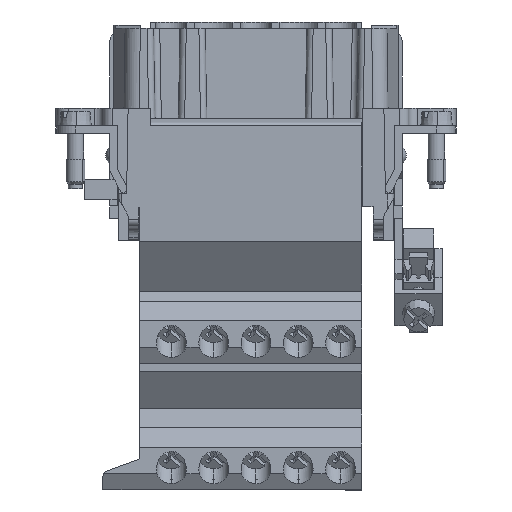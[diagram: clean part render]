
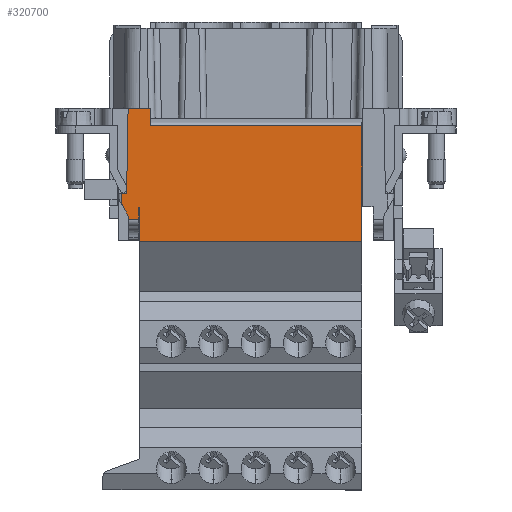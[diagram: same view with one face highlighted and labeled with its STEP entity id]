
A CAD part, left-side view. The second image highlights one B-rep face of the part: STEP entity #320700.
In plain terms, the highlighted face is planar.
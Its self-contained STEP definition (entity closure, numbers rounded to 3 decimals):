
#70180=CARTESIAN_POINT('',(-21.376,17.15,
29.31));
#70190=VERTEX_POINT('',#70180);
#70370=CARTESIAN_POINT('',(-21.405,17.15,
27.7));
#70380=VERTEX_POINT('',#70370);
#70410=CARTESIAN_POINT('',(-21.635,17.15,
14.5));
#70420=DIRECTION('',(-0.017,0.,
-1.));
#70430=VECTOR('',#70420,1.);
#70440=LINE('',#70410,#70430);
#70450=EDGE_CURVE('',#70190,#70380,#70440,.T.);
#80530=CARTESIAN_POINT('',(-18.635,17.15,
31.75));
#80540=VERTEX_POINT('',#80530);
#80570=CARTESIAN_POINT('',(-18.334,17.15,14.5));
#80580=DIRECTION('',(-0.017,0.,
1.));
#80590=VECTOR('',#80580,1.);
#80600=LINE('',#80570,#80590);
#80610=CARTESIAN_POINT('',(-18.602,17.15,
29.85));
#80620=VERTEX_POINT('',#80610);
#80630=EDGE_CURVE('',#80620,#80540,#80600,.T.);
#98880=CARTESIAN_POINT('',(-16.806,17.15,14.2));
#98890=VERTEX_POINT('',#98880);
#98920=CARTESIAN_POINT('',(11.339,17.15,14.2));
#98930=DIRECTION('',(-1.,0.,0.));
#98940=VECTOR('',#98930,1.);
#98950=LINE('',#98920,#98940);
#98960=CARTESIAN_POINT('',(-20.321,17.15,14.2));
#98970=VERTEX_POINT('',#98960);
#98980=EDGE_CURVE('',#98890,#98970,#98950,.T.);
#126900=CARTESIAN_POINT('',(-16.806,17.15,
16.95));
#126910=VERTEX_POINT('',#126900);
#126940=CARTESIAN_POINT('',(-16.806,17.15,14.5));
#126950=DIRECTION('',(0.,0.,1.));
#126960=VECTOR('',#126950,1.);
#126970=LINE('',#126940,#126960);
#126980=EDGE_CURVE('',#98890,#126910,#126970,.T.);
#138400=CARTESIAN_POINT('',(-29.927,17.15,14.5));
#138410=DIRECTION('',(-0.5,0.,
-0.866));
#138420=VECTOR('',#138410,1.);
#138430=LINE('',#138400,#138420);
#138440=CARTESIAN_POINT('',(-20.256,17.15,
31.25));
#138450=VERTEX_POINT('',#138440);
#138460=EDGE_CURVE('',#138450,#70190,#138430,.T.);
#142910=CARTESIAN_POINT('',(16.694,17.15,16.95));
#142920=VERTEX_POINT('',#142910);
#142950=CARTESIAN_POINT('',(24.378,17.15,16.95));
#142960=DIRECTION('',(-1.,0.,0.));
#142970=VECTOR('',#142960,1.);
#142980=LINE('',#142950,#142970);
#142990=EDGE_CURVE('',#142920,#126910,#142980,.T.);
#148080=CARTESIAN_POINT('',(-20.256,17.15,14.5));
#148090=DIRECTION('',(0.,0.,1.));
#148100=VECTOR('',#148090,1.);
#148110=LINE('',#148080,#148100);
#148120=CARTESIAN_POINT('',(-20.256,17.15,
31.75));
#148130=VERTEX_POINT('',#148120);
#148140=EDGE_CURVE('',#138450,#148130,#148110,.T.);
#149030=CARTESIAN_POINT('',(-20.556,17.15,
27.7));
#149040=VERTEX_POINT('',#149030);
#149090=CARTESIAN_POINT('',(-20.326,17.15,14.5));
#149100=DIRECTION('',(-0.017,0.,
1.));
#149110=VECTOR('',#149100,1.);
#149120=LINE('',#149090,#149110);
#149130=EDGE_CURVE('',#98970,#149040,#149120,.T.);
#158150=CARTESIAN_POINT('',(11.339,17.15,
29.85));
#158160=DIRECTION('',(-1.,0.,0.));
#158170=VECTOR('',#158160,1.);
#158180=LINE('',#158150,#158170);
#158190=CARTESIAN_POINT('',(-18.506,17.15,
29.85));
#158200=VERTEX_POINT('',#158190);
#158210=EDGE_CURVE('',#158200,#80620,#158180,.T.);
#166150=CARTESIAN_POINT('',(11.281,17.15,
31.75));
#166160=DIRECTION('',(-1.,0.,0.));
#166170=VECTOR('',#166160,1.);
#166180=LINE('',#166150,#166170);
#166190=EDGE_CURVE('',#80540,#148130,#166180,.T.);
#190750=CARTESIAN_POINT('',(11.339,17.15,
27.7));
#190760=DIRECTION('',(1.,0.,0.));
#190770=VECTOR('',#190760,1.);
#190780=LINE('',#190750,#190770);
#190790=EDGE_CURVE('',#70380,#149040,#190780,.T.);
#312710=CARTESIAN_POINT('',(-18.506,17.15,
35.25));
#312720=VERTEX_POINT('',#312710);
#312750=CARTESIAN_POINT('',(11.339,17.15,
35.25));
#312760=DIRECTION('',(1.,0.,0.));
#312770=VECTOR('',#312760,1.);
#312780=LINE('',#312750,#312770);
#312790=CARTESIAN_POINT('',(16.694,17.15,
35.25));
#312800=VERTEX_POINT('',#312790);
#312810=EDGE_CURVE('',#312720,#312800,#312780,.T.);
#316650=CARTESIAN_POINT('',(-18.506,17.15,14.5));
#316660=DIRECTION('',(0.,0.,-1.));
#316670=VECTOR('',#316660,1.);
#316680=LINE('',#316650,#316670);
#316690=EDGE_CURVE('',#312720,#158200,#316680,.T.);
#320440=CARTESIAN_POINT('',(-16.956,17.15,
23.197));
#320450=DIRECTION('',(0.,1.,0.));
#320460=DIRECTION('',(0.,0.,1.));
#320470=AXIS2_PLACEMENT_3D('',#320440,#320450,#320460);
#320480=PLANE('',#320470);
#320490=ORIENTED_EDGE('',*,*,#316690,.F.);
#320500=ORIENTED_EDGE('',*,*,#158210,.F.);
#320510=ORIENTED_EDGE('',*,*,#80630,.F.);
#320520=ORIENTED_EDGE('',*,*,#166190,.F.);
#320530=ORIENTED_EDGE('',*,*,#148140,.T.);
#320540=ORIENTED_EDGE('',*,*,#138460,.F.);
#320550=ORIENTED_EDGE('',*,*,#70450,.F.);
#320560=ORIENTED_EDGE('',*,*,#190790,.F.);
#320570=ORIENTED_EDGE('',*,*,#149130,.T.);
#320580=ORIENTED_EDGE('',*,*,#98980,.T.);
#320590=ORIENTED_EDGE('',*,*,#126980,.F.);
#320600=ORIENTED_EDGE('',*,*,#142990,.T.);
#320610=CARTESIAN_POINT('',(16.694,17.15,
344.374));
#320620=DIRECTION('',(0.,0.,1.));
#320630=VECTOR('',#320620,1.);
#320640=LINE('',#320610,#320630);
#320650=EDGE_CURVE('',#142920,#312800,#320640,.T.);
#320660=ORIENTED_EDGE('',*,*,#320650,.F.);
#320670=ORIENTED_EDGE('',*,*,#312810,.T.);
#320680=EDGE_LOOP('',(#320670,#320660,#320600,#320590,#320580,#320570,
#320560,#320550,#320540,#320530,#320520,#320510,#320500,#320490));
#320690=FACE_OUTER_BOUND('',#320680,.T.);
#320700=ADVANCED_FACE('',(#320690),#320480,.T.);
